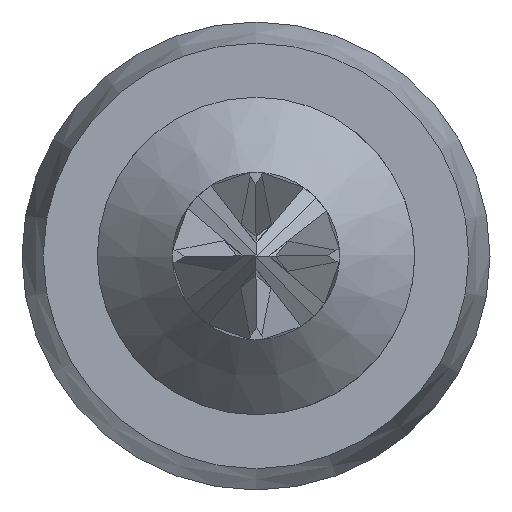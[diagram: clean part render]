
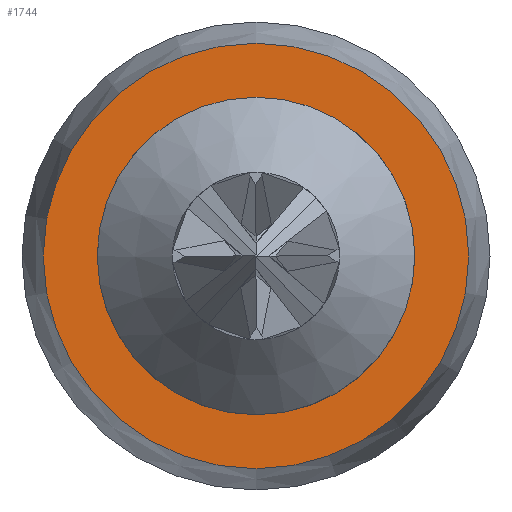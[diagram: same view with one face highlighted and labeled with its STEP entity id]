
A CAD part, left-side view. The second image highlights one B-rep face of the part: STEP entity #1744.
In plain terms, the highlighted planar face has unit normal (-1, 0, 0).
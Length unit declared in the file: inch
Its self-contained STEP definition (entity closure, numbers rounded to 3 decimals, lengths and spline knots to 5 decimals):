
#2 = DIRECTION ( 'NONE',  ( 0., 0., 1. ) ) ;
#29 = PLANE ( 'NONE',  #4493 ) ;
#138 = ORIENTED_EDGE ( 'NONE', *, *, #857, .T. ) ;
#593 = DIRECTION ( 'NONE',  ( 0., 0., -1. ) ) ;
#713 = VERTEX_POINT ( 'NONE', #3724 ) ;
#857 = EDGE_CURVE ( 'NONE', #713, #713, #1094, .T. ) ;
#1013 = AXIS2_PLACEMENT_3D ( 'NONE', #3952, #1257, #593 ) ;
#1088 = EDGE_CURVE ( 'NONE', #2487, #2487, #2507, .T. ) ;
#1094 = CIRCLE ( 'NONE', #3838, 0.01045 ) ;
#1257 = DIRECTION ( 'NONE',  ( 1., 0., 0. ) ) ;
#1461 = CARTESIAN_POINT ( 'NONE',  ( 0., 0., -0.014 ) ) ;
#1744 = ADVANCED_FACE ( 'NONE', ( #4456, #4118 ), #29, .T. ) ;
#2487 = VERTEX_POINT ( 'NONE', #1461 ) ;
#2507 = CIRCLE ( 'NONE', #1013, 0.014 ) ;
#2655 = DIRECTION ( 'NONE',  ( -1., 0., 0. ) ) ;
#2777 = EDGE_LOOP ( 'NONE', ( #4647 ) ) ;
#3014 = DIRECTION ( 'NONE',  ( 1., 0., 0. ) ) ;
#3355 = CARTESIAN_POINT ( 'NONE',  ( 0., 0.014, 0. ) ) ;
#3450 = CARTESIAN_POINT ( 'NONE',  ( 0., 0., 0. ) ) ;
#3724 = CARTESIAN_POINT ( 'NONE',  ( 0., 0., 0.01045 ) ) ;
#3838 = AXIS2_PLACEMENT_3D ( 'NONE', #3450, #3014, #3844 ) ;
#3844 = DIRECTION ( 'NONE',  ( 0., 0., 1. ) ) ;
#3952 = CARTESIAN_POINT ( 'NONE',  ( 0., 0., 0. ) ) ;
#4118 = FACE_OUTER_BOUND ( 'NONE', #2777, .T. ) ;
#4456 = FACE_BOUND ( 'NONE', #4549, .T. ) ;
#4493 = AXIS2_PLACEMENT_3D ( 'NONE', #3355, #2655, #2 ) ;
#4549 = EDGE_LOOP ( 'NONE', ( #138 ) ) ;
#4647 = ORIENTED_EDGE ( 'NONE', *, *, #1088, .F. ) ;
